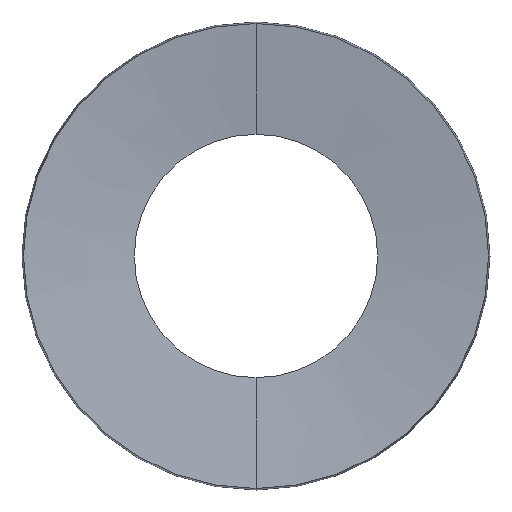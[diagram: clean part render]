
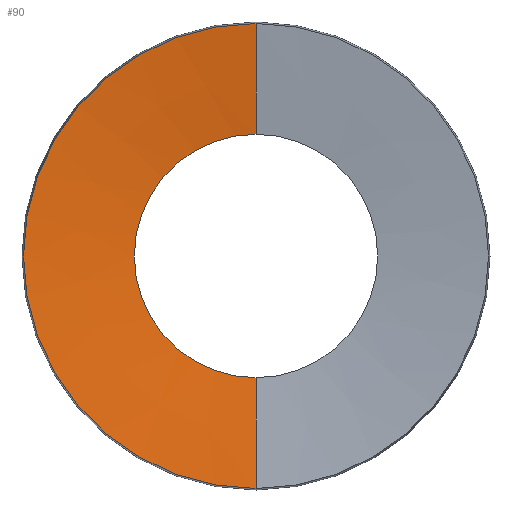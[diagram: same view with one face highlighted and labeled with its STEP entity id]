
A CAD part, front view. The second image highlights one B-rep face of the part: STEP entity #90.
In plain terms, the highlighted conical face has half-angle 82.733 degrees and reference radius 2.6 mm.
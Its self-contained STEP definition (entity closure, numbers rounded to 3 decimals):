
#19 = AXIS2_PLACEMENT_3D ( 'NONE', #206, #29, #165 ) ;
#29 = DIRECTION ( 'NONE',  ( 0., -1., 0. ) ) ;
#36 = VERTEX_POINT ( 'NONE', #143 ) ;
#39 = AXIS2_PLACEMENT_3D ( 'NONE', #188, #217, #221 ) ;
#50 = CARTESIAN_POINT ( 'NONE',  ( 0., 0., -4.968 ) ) ;
#58 = ORIENTED_EDGE ( 'NONE', *, *, #173, .F. ) ;
#59 = CARTESIAN_POINT ( 'NONE',  ( 0., 0.302, -2.6 ) ) ;
#67 = EDGE_LOOP ( 'NONE', ( #58, #252, #215, #245 ) ) ;
#71 = VERTEX_POINT ( 'NONE', #213 ) ;
#77 = VERTEX_POINT ( 'NONE', #83 ) ;
#83 = CARTESIAN_POINT ( 'NONE',  ( 0., 0.302, -2.6 ) ) ;
#90 = ADVANCED_FACE ( 'NONE', ( #289 ), #104, .F. ) ;
#94 = CARTESIAN_POINT ( 'NONE',  ( 0., 0.302, 2.6 ) ) ;
#95 = AXIS2_PLACEMENT_3D ( 'NONE', #107, #268, #169 ) ;
#104 = CONICAL_SURFACE ( 'NONE', #19, 2.6, 1.444 ) ;
#107 = CARTESIAN_POINT ( 'NONE',  ( 0., 0., 0. ) ) ;
#114 = EDGE_CURVE ( 'NONE', #36, #123, #174, .T. ) ;
#123 = VERTEX_POINT ( 'NONE', #50 ) ;
#135 = CIRCLE ( 'NONE', #39, 2.6 ) ;
#139 = LINE ( 'NONE', #94, #270 ) ;
#143 = CARTESIAN_POINT ( 'NONE',  ( 0., 0., 4.968 ) ) ;
#165 = DIRECTION ( 'NONE',  ( 0., 0., -1. ) ) ;
#169 = DIRECTION ( 'NONE',  ( 0., 0., -1. ) ) ;
#173 = EDGE_CURVE ( 'NONE', #71, #77, #135, .T. ) ;
#174 = CIRCLE ( 'NONE', #95, 4.968 ) ;
#188 = CARTESIAN_POINT ( 'NONE',  ( 0., 0.302, 0. ) ) ;
#206 = CARTESIAN_POINT ( 'NONE',  ( 0., 0.302, 0. ) ) ;
#213 = CARTESIAN_POINT ( 'NONE',  ( 0., 0.302, 2.6 ) ) ;
#214 = EDGE_CURVE ( 'NONE', #71, #36, #139, .T. ) ;
#215 = ORIENTED_EDGE ( 'NONE', *, *, #114, .T. ) ;
#217 = DIRECTION ( 'NONE',  ( 0., -1., 0. ) ) ;
#221 = DIRECTION ( 'NONE',  ( 0., 0., -1. ) ) ;
#244 = DIRECTION ( 'NONE',  ( 0., -0.126, 0.992 ) ) ;
#245 = ORIENTED_EDGE ( 'NONE', *, *, #258, .F. ) ;
#252 = ORIENTED_EDGE ( 'NONE', *, *, #214, .T. ) ;
#255 = VECTOR ( 'NONE', #264, 1000. ) ;
#258 = EDGE_CURVE ( 'NONE', #77, #123, #284, .T. ) ;
#264 = DIRECTION ( 'NONE',  ( 0., -0.126, -0.992 ) ) ;
#268 = DIRECTION ( 'NONE',  ( 0., -1., 0. ) ) ;
#270 = VECTOR ( 'NONE', #244, 1000. ) ;
#284 = LINE ( 'NONE', #59, #255 ) ;
#289 = FACE_OUTER_BOUND ( 'NONE', #67, .T. ) ;
